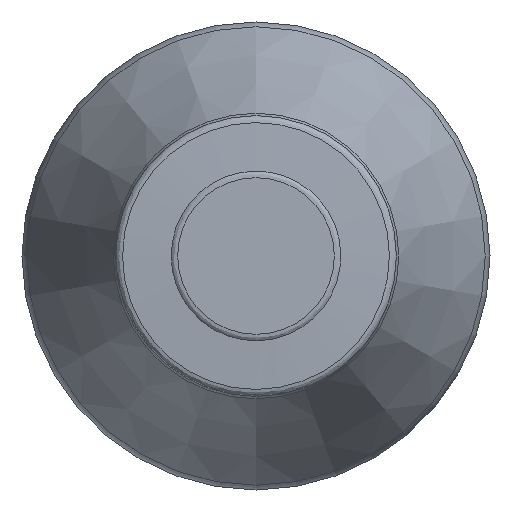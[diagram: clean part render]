
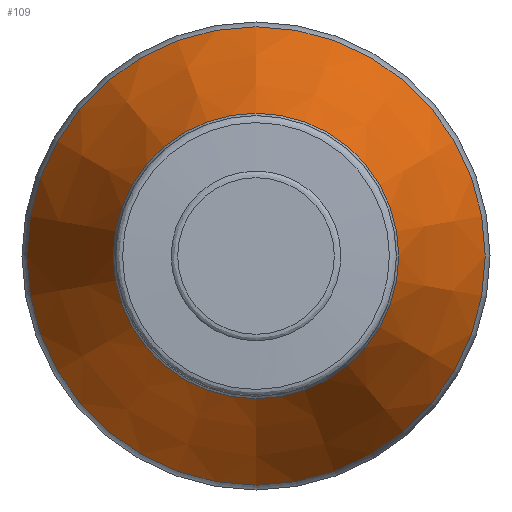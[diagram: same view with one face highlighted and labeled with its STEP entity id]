
A CAD part, left-side view. The second image highlights one B-rep face of the part: STEP entity #109.
In plain terms, the highlighted conical face has half-angle 23.829 degrees and reference radius 12.244 mm.
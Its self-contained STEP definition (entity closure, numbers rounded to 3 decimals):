
#61=CONICAL_SURFACE('',#274,12.244,23.829);
#81=FACE_BOUND('',#143,.T.);
#82=FACE_BOUND('',#144,.T.);
#109=ADVANCED_FACE('',(#81,#82),#61,.T.);
#143=EDGE_LOOP('',(#179));
#144=EDGE_LOOP('',(#180));
#179=ORIENTED_EDGE('',*,*,#230,.T.);
#180=ORIENTED_EDGE('',*,*,#229,.F.);
#211=VERTEX_POINT('',#388);
#212=VERTEX_POINT('',#391);
#229=EDGE_CURVE('',#211,#211,#247,.T.);
#230=EDGE_CURVE('',#212,#212,#248,.T.);
#247=CIRCLE('',#271,12.244);
#248=CIRCLE('',#273,7.626);
#271=AXIS2_PLACEMENT_3D('',#387,#318,#319);
#273=AXIS2_PLACEMENT_3D('',#390,#322,#323);
#274=AXIS2_PLACEMENT_3D('',#392,#324,#325);
#318=DIRECTION('',(1.,0.,0.));
#319=DIRECTION('',(0.,0.,1.));
#322=DIRECTION('',(1.,0.,0.));
#323=DIRECTION('',(0.,0.,1.));
#324=DIRECTION('',(1.,0.,0.));
#325=DIRECTION('',(0.,0.,-1.));
#387=CARTESIAN_POINT('',(61.421,0.,0.));
#388=CARTESIAN_POINT('',(61.421,0.,12.244));
#390=CARTESIAN_POINT('',(50.965,0.,0.));
#391=CARTESIAN_POINT('',(50.965,0.,7.626));
#392=CARTESIAN_POINT('',(61.421,0.,0.));
